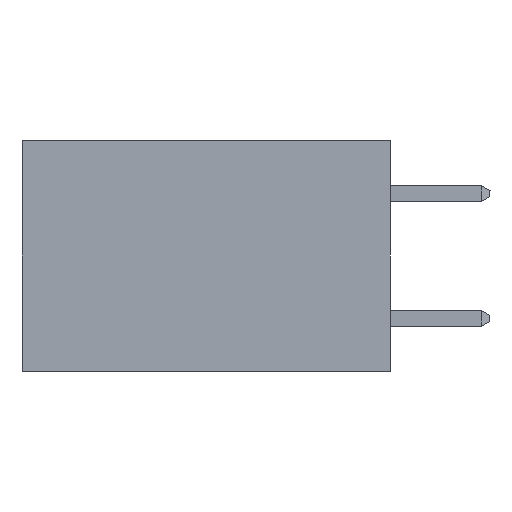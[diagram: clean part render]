
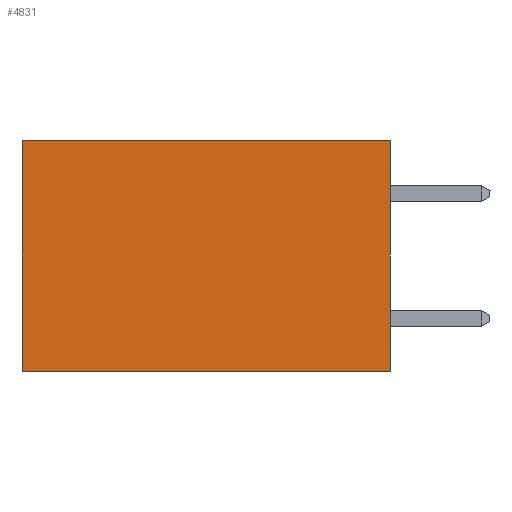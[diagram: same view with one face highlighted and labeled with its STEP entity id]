
A CAD part, left-side view. The second image highlights one B-rep face of the part: STEP entity #4831.
In plain terms, the highlighted planar face has unit normal (-1, 0, 0).
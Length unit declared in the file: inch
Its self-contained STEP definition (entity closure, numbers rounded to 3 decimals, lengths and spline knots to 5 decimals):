
#214 = LINE ( 'NONE', #2204, #6169 ) ;
#413 = EDGE_CURVE ( 'NONE', #6442, #9363, #4818, .T. ) ;
#697 = CARTESIAN_POINT ( 'NONE',  ( 0.277, 0.59, 0. ) ) ;
#710 = ORIENTED_EDGE ( 'NONE', *, *, #4661, .F. ) ;
#843 = VECTOR ( 'NONE', #4197, 39.37008 ) ;
#1149 = VERTEX_POINT ( 'NONE', #6314 ) ;
#1472 = DIRECTION ( 'NONE',  ( 0., 0., -1. ) ) ;
#2204 = CARTESIAN_POINT ( 'NONE',  ( 0.277, 0., -0.37 ) ) ;
#2491 = DIRECTION ( 'NONE',  ( 0., 0., -1. ) ) ;
#2675 = FACE_OUTER_BOUND ( 'NONE', #5578, .T. ) ;
#2840 = VECTOR ( 'NONE', #1472, 39.37008 ) ;
#3661 = CARTESIAN_POINT ( 'NONE',  ( 0.277, 0., 0. ) ) ;
#3985 = LINE ( 'NONE', #5239, #7658 ) ;
#4197 = DIRECTION ( 'NONE',  ( 0., 1., 0. ) ) ;
#4661 = EDGE_CURVE ( 'NONE', #6442, #1149, #214, .T. ) ;
#4665 = CARTESIAN_POINT ( 'NONE',  ( 0.277, 0.59, -0.37 ) ) ;
#4690 = ORIENTED_EDGE ( 'NONE', *, *, #8735, .T. ) ;
#4818 = LINE ( 'NONE', #7522, #843 ) ;
#4831 = ADVANCED_FACE ( 'NONE', ( #2675 ), #6201, .F. ) ;
#4834 = AXIS2_PLACEMENT_3D ( 'NONE', #7605, #7044, #2491 ) ;
#4924 = ORIENTED_EDGE ( 'NONE', *, *, #413, .T. ) ;
#4925 = LINE ( 'NONE', #8256, #2840 ) ;
#5239 = CARTESIAN_POINT ( 'NONE',  ( 0.277, 0., -0.37 ) ) ;
#5578 = EDGE_LOOP ( 'NONE', ( #4690, #8516, #710, #4924 ) ) ;
#5987 = DIRECTION ( 'NONE',  ( 0., 1., 0. ) ) ;
#5995 = VERTEX_POINT ( 'NONE', #4665 ) ;
#6169 = VECTOR ( 'NONE', #6902, 39.37008 ) ;
#6201 = PLANE ( 'NONE',  #4834 ) ;
#6314 = CARTESIAN_POINT ( 'NONE',  ( 0.277, 0., -0.37 ) ) ;
#6442 = VERTEX_POINT ( 'NONE', #3661 ) ;
#6902 = DIRECTION ( 'NONE',  ( 0., 0., -1. ) ) ;
#7044 = DIRECTION ( 'NONE',  ( 1., 0., 0. ) ) ;
#7522 = CARTESIAN_POINT ( 'NONE',  ( 0.277, 0., 0. ) ) ;
#7605 = CARTESIAN_POINT ( 'NONE',  ( 0.277, 0., -0.37 ) ) ;
#7658 = VECTOR ( 'NONE', #5987, 39.37008 ) ;
#8042 = EDGE_CURVE ( 'NONE', #1149, #5995, #3985, .T. ) ;
#8256 = CARTESIAN_POINT ( 'NONE',  ( 0.277, 0.59, -0.37 ) ) ;
#8516 = ORIENTED_EDGE ( 'NONE', *, *, #8042, .F. ) ;
#8735 = EDGE_CURVE ( 'NONE', #9363, #5995, #4925, .T. ) ;
#9363 = VERTEX_POINT ( 'NONE', #697 ) ;
